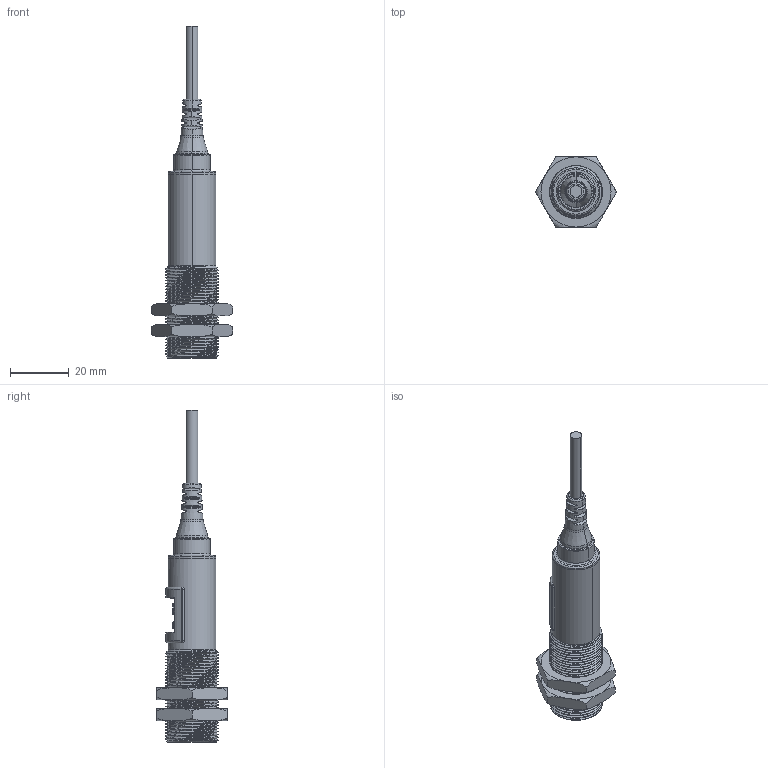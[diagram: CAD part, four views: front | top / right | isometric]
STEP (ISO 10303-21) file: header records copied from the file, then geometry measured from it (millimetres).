
FILE_DESCRIPTION((''),'2;1');
FILE_NAME('185172_ASM','2016-07-13T',('PDMAdmin'),(''),'PRO/ENGINEER BY PARAMETRIC TECHNOLOGY CORPORATION, 2016010','PRO/ENGINEER BY PARAMETRIC TECHNOLOGY CORPORATION, 2016010','');
FILE_SCHEMA(('CONFIG_CONTROL_DESIGN'));
Length unit declared in the file: inch
Products named in the file (14): 171004; 181524; 168372_AF0; 168370_AF1; 168372_ASM; 168362; 175025; 175000; 175000_ASM; 173451_AF0; 168361; 168376_ASM; 08076; 185172_ASM
Assembly tree (17 placements, depth 4):
  185172_ASM
    171004
    181524
    168372_ASM
      168372_AF0
      168370_AF1
    168376_ASM
      175000_ASM
        168362
        175025  x4
        175000
      173451_AF0
      168361
    08076  x2
Bounding box: 27.57 x 23.88 x 113 mm (x, y, z)
Volume: 8433.4 mm3; surface area: 15380.2 mm2
Topology: 14 solids, 16 shells, 666 faces, 1607 edges, 993 vertices
Faces by surface type: cylinder 263, plane 182, cone 102, bspline 63, torus 52, sphere 4
Entity records: 31035 total; most frequent: CARTESIAN_POINT 17642, ORIENTED_EDGE 2810, DIRECTION 2607, EDGE_CURVE 1407, AXIS2_PLACEMENT_3D 1020, VERTEX_POINT 886, EDGE_LOOP 647, FACE_OUTER_BOUND 576
